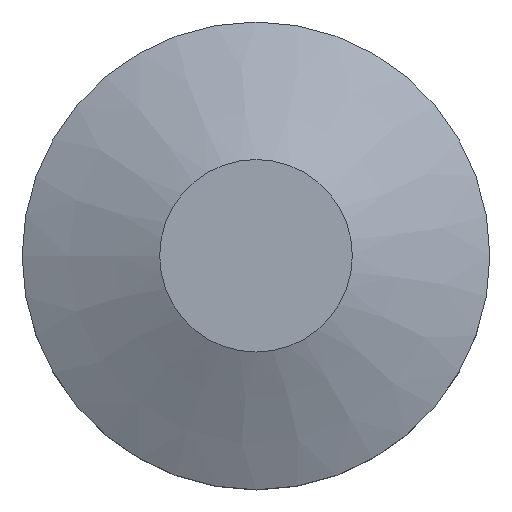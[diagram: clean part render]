
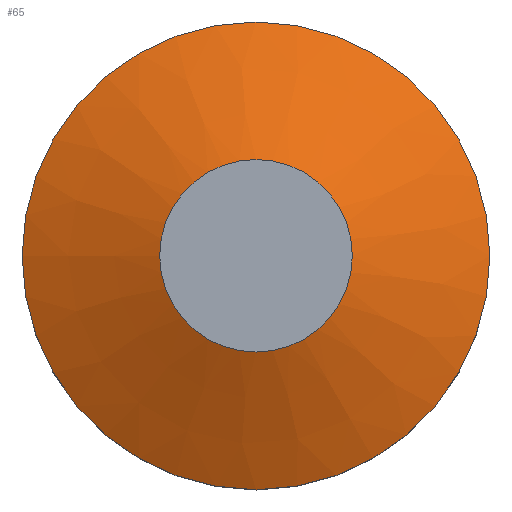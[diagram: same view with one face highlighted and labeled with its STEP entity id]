
A CAD part, top view. The second image highlights one B-rep face of the part: STEP entity #65.
In plain terms, the highlighted conical face has half-angle 65.772 degrees and reference radius 24 mm.
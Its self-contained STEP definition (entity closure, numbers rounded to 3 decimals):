
#18=FACE_OUTER_BOUND('',#23,.T.);
#23=EDGE_LOOP('',(#49,#50,#51,#52));
#28=LINE('',#121,#31);
#31=VECTOR('',#99,24.);
#34=CIRCLE('',#85,14.);
#35=CIRCLE('',#86,34.);
#38=VERTEX_POINT('',#118);
#39=VERTEX_POINT('',#120);
#42=EDGE_CURVE('',#38,#38,#34,.T.);
#43=EDGE_CURVE('',#38,#39,#28,.T.);
#44=EDGE_CURVE('',#39,#39,#35,.T.);
#49=ORIENTED_EDGE('',*,*,#42,.T.);
#50=ORIENTED_EDGE('',*,*,#43,.T.);
#51=ORIENTED_EDGE('',*,*,#44,.T.);
#52=ORIENTED_EDGE('',*,*,#43,.F.);
#63=CONICAL_SURFACE('',#84,24.,1.148);
#65=ADVANCED_FACE('',(#18),#63,.T.);
#84=AXIS2_PLACEMENT_3D('',#117,#95,#96);
#85=AXIS2_PLACEMENT_3D('',#119,#97,#98);
#86=AXIS2_PLACEMENT_3D('',#122,#100,#101);
#95=DIRECTION('center_axis',(0.,0.,-1.));
#96=DIRECTION('ref_axis',(1.,0.,0.));
#97=DIRECTION('center_axis',(0.,0.,-1.));
#98=DIRECTION('ref_axis',(1.,0.,0.));
#99=DIRECTION('',(-0.912,0.,-0.41));
#100=DIRECTION('center_axis',(0.,0.,1.));
#101=DIRECTION('ref_axis',(1.,0.,0.));
#117=CARTESIAN_POINT('Origin',(0.,0.,29.3));
#118=CARTESIAN_POINT('',(-14.,0.,33.8));
#119=CARTESIAN_POINT('Origin',(0.,0.,33.8));
#120=CARTESIAN_POINT('',(-34.,0.,24.8));
#121=CARTESIAN_POINT('',(-24.,0.,29.3));
#122=CARTESIAN_POINT('Origin',(0.,0.,24.8));
